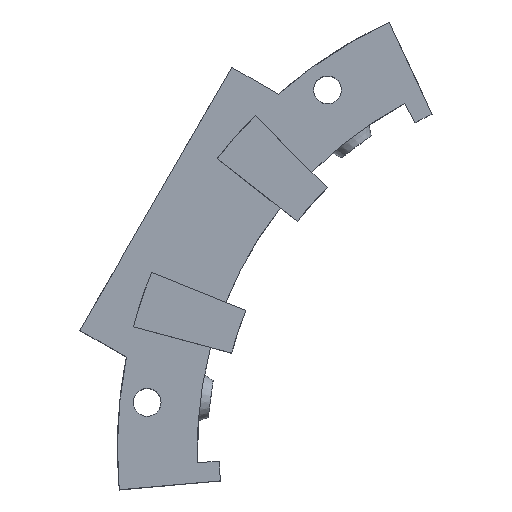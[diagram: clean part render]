
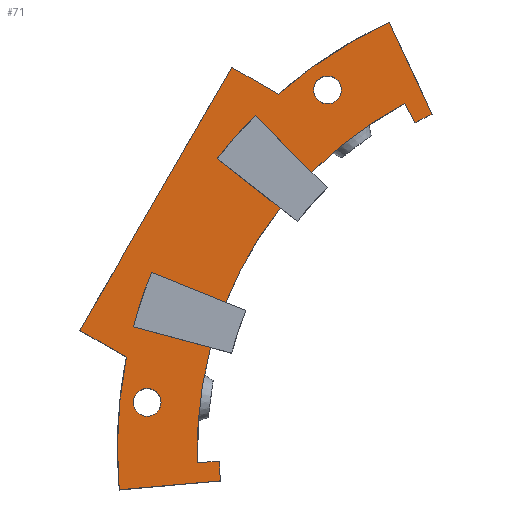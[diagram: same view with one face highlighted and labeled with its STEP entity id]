
A CAD part, top view. The second image highlights one B-rep face of the part: STEP entity #71.
In plain terms, the highlighted planar face has unit normal (0, 0, 1).
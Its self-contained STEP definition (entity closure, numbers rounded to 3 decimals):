
#71=ADVANCED_FACE('',(#264,#266,#268),#270,.T.);
#264=FACE_BOUND('',#265,.T.);
#265=EDGE_LOOP('',(#963,#964,#965,#966,#967,#968,#969,#970,#971,#972,#973,#974,#975,
#976,#977,#978,#979,#980,#981,#982));
#266=FACE_BOUND('',#267,.T.);
#267=EDGE_LOOP('',(#983));
#268=FACE_BOUND('',#269,.T.);
#269=EDGE_LOOP('',(#984));
#270=PLANE('',#271);
#271=AXIS2_PLACEMENT_3D('',#272,#273,#274);
#272=CARTESIAN_POINT('',(-58.88,66.197,50.3));
#273=DIRECTION('',(0.,0.,1.));
#274=DIRECTION('',(0.5,-0.866,0.));
#963=ORIENTED_EDGE('',*,*,#1353,.T.);
#964=ORIENTED_EDGE('',*,*,#1333,.T.);
#965=ORIENTED_EDGE('',*,*,#1354,.T.);
#966=ORIENTED_EDGE('',*,*,#1355,.T.);
#967=ORIENTED_EDGE('',*,*,#1356,.T.);
#968=ORIENTED_EDGE('',*,*,#1357,.T.);
#969=ORIENTED_EDGE('',*,*,#1358,.T.);
#970=ORIENTED_EDGE('',*,*,#1325,.T.);
#971=ORIENTED_EDGE('',*,*,#1359,.T.);
#972=ORIENTED_EDGE('',*,*,#1323,.T.);
#973=ORIENTED_EDGE('',*,*,#1360,.T.);
#974=ORIENTED_EDGE('',*,*,#1351,.F.);
#975=ORIENTED_EDGE('',*,*,#1361,.T.);
#976=ORIENTED_EDGE('',*,*,#1347,.F.);
#977=ORIENTED_EDGE('',*,*,#1362,.T.);
#978=ORIENTED_EDGE('',*,*,#1343,.F.);
#979=ORIENTED_EDGE('',*,*,#1363,.T.);
#980=ORIENTED_EDGE('',*,*,#1339,.F.);
#981=ORIENTED_EDGE('',*,*,#1364,.T.);
#982=ORIENTED_EDGE('',*,*,#1335,.T.);
#983=ORIENTED_EDGE('',*,*,#1365,.T.);
#984=ORIENTED_EDGE('',*,*,#1366,.T.);
#1323=EDGE_CURVE('',#1605,#1607,#1609,.F.);
#1325=EDGE_CURVE('',#1612,#1610,#1613,.T.);
#1333=EDGE_CURVE('',#1619,#1625,#1627,.T.);
#1335=EDGE_CURVE('',#1630,#1628,#1631,.F.);
#1339=EDGE_CURVE('',#1634,#1636,#1637,.T.);
#1343=EDGE_CURVE('',#1640,#1642,#1643,.T.);
#1347=EDGE_CURVE('',#1646,#1648,#1649,.T.);
#1351=EDGE_CURVE('',#1652,#1654,#1655,.T.);
#1353=EDGE_CURVE('',#1628,#1619,#1657,.F.);
#1354=EDGE_CURVE('',#1625,#1658,#1659,.T.);
#1355=EDGE_CURVE('',#1658,#1660,#1661,.T.);
#1356=EDGE_CURVE('',#1660,#1662,#1663,.F.);
#1357=EDGE_CURVE('',#1662,#1664,#1665,.T.);
#1358=EDGE_CURVE('',#1664,#1612,#1666,.T.);
#1359=EDGE_CURVE('',#1610,#1605,#1667,.F.);
#1360=EDGE_CURVE('',#1607,#1654,#1668,.F.);
#1361=EDGE_CURVE('',#1652,#1648,#1669,.T.);
#1362=EDGE_CURVE('',#1646,#1642,#1670,.F.);
#1363=EDGE_CURVE('',#1640,#1636,#1671,.T.);
#1364=EDGE_CURVE('',#1634,#1630,#1672,.F.);
#1365=EDGE_CURVE('',#1673,#1673,#1674,.F.);
#1366=EDGE_CURVE('',#1675,#1675,#1676,.F.);
#1605=VERTEX_POINT('',#3415);
#1607=VERTEX_POINT('',#3419);
#1609=LINE('',#3423,#3424);
#1610=VERTEX_POINT('',#3426);
#1612=VERTEX_POINT('',#3430);
#1613=LINE('',#3431,#3432);
#1619=VERTEX_POINT('',#3445);
#1625=VERTEX_POINT('',#3457);
#1627=LINE('',#3461,#3462);
#1628=VERTEX_POINT('',#3464);
#1630=VERTEX_POINT('',#3468);
#1631=LINE('',#3469,#3470);
#1634=VERTEX_POINT('',#3478);
#1636=VERTEX_POINT('',#3482);
#1637=LINE('',#3483,#3484);
#1640=VERTEX_POINT('',#3492);
#1642=VERTEX_POINT('',#3496);
#1643=LINE('',#3497,#3498);
#1646=VERTEX_POINT('',#3506);
#1648=VERTEX_POINT('',#3510);
#1649=LINE('',#3511,#3512);
#1652=VERTEX_POINT('',#3520);
#1654=VERTEX_POINT('',#3524);
#1655=LINE('',#3525,#3526);
#1657=CIRCLE('',#3531,110.);
#1658=VERTEX_POINT('',#3535);
#1659=CIRCLE('',#3536,140.3);
#1660=VERTEX_POINT('',#3540);
#1661=LINE('',#3541,#3542);
#1662=VERTEX_POINT('',#3544);
#1663=LINE('',#3545,#3546);
#1664=VERTEX_POINT('',#3548);
#1665=LINE('',#3549,#3550);
#1666=CIRCLE('',#3552,140.3);
#1667=CIRCLE('',#3556,110.);
#1668=CIRCLE('',#3560,116.5);
#1669=CIRCLE('',#3564,140.3);
#1670=CIRCLE('',#3568,116.5);
#1671=CIRCLE('',#3572,140.3);
#1672=CIRCLE('',#3576,116.5);
#1673=VERTEX_POINT('',#3580);
#1674=CIRCLE('',#3581,4.15);
#1675=VERTEX_POINT('',#3585);
#1676=CIRCLE('',#3586,4.15);
#3415=CARTESIAN_POINT('',(-109.933,-3.839,50.3));
#3419=CARTESIAN_POINT('',(-116.429,-4.066,50.3));
#3423=CARTESIAN_POINT('',(-116.429,-4.066,50.3));
#3424=VECTOR('',#3425,1.);
#3425=DIRECTION('',(0.999,0.035,0.));
#3426=CARTESIAN_POINT('',(-109.581,-9.587,50.3));
#3430=CARTESIAN_POINT('',(-139.766,-12.228,50.3));
#3431=CARTESIAN_POINT('',(-139.766,-12.228,50.3));
#3432=VECTOR('',#3433,1.);
#3433=DIRECTION('',(0.996,0.087,0.));
#3445=CARTESIAN_POINT('',(-46.488,99.694,50.3));
#3457=CARTESIAN_POINT('',(-59.293,127.155,50.3));
#3461=CARTESIAN_POINT('',(-46.488,99.694,50.3));
#3462=VECTOR('',#3463,1.);
#3463=DIRECTION('',(-0.423,0.906,0.));
#3464=CARTESIAN_POINT('',(-51.642,97.124,50.3));
#3468=CARTESIAN_POINT('',(-54.693,102.863,50.3));
#3469=CARTESIAN_POINT('',(-51.642,97.124,50.3));
#3470=VECTOR('',#3471,1.);
#3471=DIRECTION('',(-0.469,0.883,0.));
#3478=CARTESIAN_POINT('',(-82.378,82.378,50.3));
#3482=CARTESIAN_POINT('',(-99.207,99.207,50.3));
#3483=CARTESIAN_POINT('',(-82.378,82.378,50.3));
#3484=VECTOR('',#3485,1.);
#3485=DIRECTION('',(-0.707,0.707,0.));
#3492=CARTESIAN_POINT('',(-110.558,86.377,50.3));
#3496=CARTESIAN_POINT('',(-91.803,71.725,50.3));
#3497=CARTESIAN_POINT('',(-110.558,86.377,50.3));
#3498=VECTOR('',#3499,1.);
#3499=DIRECTION('',(0.788,-0.616,0.));
#3506=CARTESIAN_POINT('',(-108.017,43.642,50.3));
#3510=CARTESIAN_POINT('',(-130.084,52.557,50.3));
#3511=CARTESIAN_POINT('',(-108.017,43.642,50.3));
#3512=VECTOR('',#3513,1.);
#3513=DIRECTION('',(-0.927,0.375,0.));
#3520=CARTESIAN_POINT('',(-135.519,36.312,50.3));
#3524=CARTESIAN_POINT('',(-112.53,30.152,50.3));
#3525=CARTESIAN_POINT('',(-135.519,36.312,50.3));
#3526=VECTOR('',#3527,1.);
#3527=DIRECTION('',(0.966,-0.259,0.));
#3531=AXIS2_PLACEMENT_3D('',#3532,#3533,#3534);
#3532=CARTESIAN_POINT('',(0.,0.,50.3));
#3533=DIRECTION('',(0.,0.,1.));
#3534=DIRECTION('',(-0.423,0.906,0.));
#3535=CARTESIAN_POINT('',(-92.327,105.64,50.3));
#3536=AXIS2_PLACEMENT_3D('',#3537,#3538,#3539);
#3537=CARTESIAN_POINT('',(0.,0.,50.3));
#3538=DIRECTION('',(0.,0.,1.));
#3539=DIRECTION('',(-0.423,0.906,0.));
#3540=CARTESIAN_POINT('',(-106.198,113.658,50.3));
#3541=CARTESIAN_POINT('',(-92.327,105.64,50.3));
#3542=VECTOR('',#3543,1.);
#3543=DIRECTION('',(-0.866,0.5,0.));
#3544=CARTESIAN_POINT('',(-151.494,35.295,50.3));
#3545=CARTESIAN_POINT('',(-151.494,35.295,50.3));
#3546=VECTOR('',#3547,1.);
#3547=DIRECTION('',(0.5,0.866,0.));
#3548=CARTESIAN_POINT('',(-137.623,27.276,50.3));
#3549=CARTESIAN_POINT('',(-151.494,35.295,50.3));
#3550=VECTOR('',#3551,1.);
#3551=DIRECTION('',(0.866,-0.5,0.));
#3552=AXIS2_PLACEMENT_3D('',#3553,#3554,#3555);
#3553=CARTESIAN_POINT('',(0.,0.,50.3));
#3554=DIRECTION('',(0.,0.,1.));
#3555=DIRECTION('',(-0.981,0.194,0.));
#3556=AXIS2_PLACEMENT_3D('',#3557,#3558,#3559);
#3557=CARTESIAN_POINT('',(0.,0.,50.3));
#3558=DIRECTION('',(0.,0.,1.));
#3559=DIRECTION('',(-0.999,-0.035,0.));
#3560=AXIS2_PLACEMENT_3D('',#3561,#3562,#3563);
#3561=CARTESIAN_POINT('',(0.,0.,50.3));
#3562=DIRECTION('',(0.,0.,1.));
#3563=DIRECTION('',(-0.966,0.259,0.));
#3564=AXIS2_PLACEMENT_3D('',#3565,#3566,#3567);
#3565=CARTESIAN_POINT('',(0.,0.,50.3));
#3566=DIRECTION('',(0.,0.,-1.));
#3567=DIRECTION('',(-0.966,0.259,0.));
#3568=AXIS2_PLACEMENT_3D('',#3569,#3570,#3571);
#3569=CARTESIAN_POINT('',(0.,0.,50.3));
#3570=DIRECTION('',(0.,0.,1.));
#3571=DIRECTION('',(-0.788,0.616,0.));
#3572=AXIS2_PLACEMENT_3D('',#3573,#3574,#3575);
#3573=CARTESIAN_POINT('',(0.,0.,50.3));
#3574=DIRECTION('',(0.,0.,-1.));
#3575=DIRECTION('',(-0.788,0.616,0.));
#3576=AXIS2_PLACEMENT_3D('',#3577,#3578,#3579);
#3577=CARTESIAN_POINT('',(0.,0.,50.3));
#3578=DIRECTION('',(0.,0.,1.));
#3579=DIRECTION('',(-0.469,0.883,0.));
#3580=CARTESIAN_POINT('',(-74.082,108.987,50.3));
#3581=AXIS2_PLACEMENT_3D('',#3582,#3583,#3584);
#3582=CARTESIAN_POINT('',(-77.676,106.912,50.3));
#3583=DIRECTION('',(0.,0.,1.));
#3584=DIRECTION('',(0.866,0.5,0.));
#3585=CARTESIAN_POINT('',(-131.426,9.663,50.3));
#3586=AXIS2_PLACEMENT_3D('',#3587,#3588,#3589);
#3587=CARTESIAN_POINT('',(-131.426,13.813,50.3));
#3588=DIRECTION('',(0.,0.,1.));
#3589=DIRECTION('',(0.,-1.,0.));
